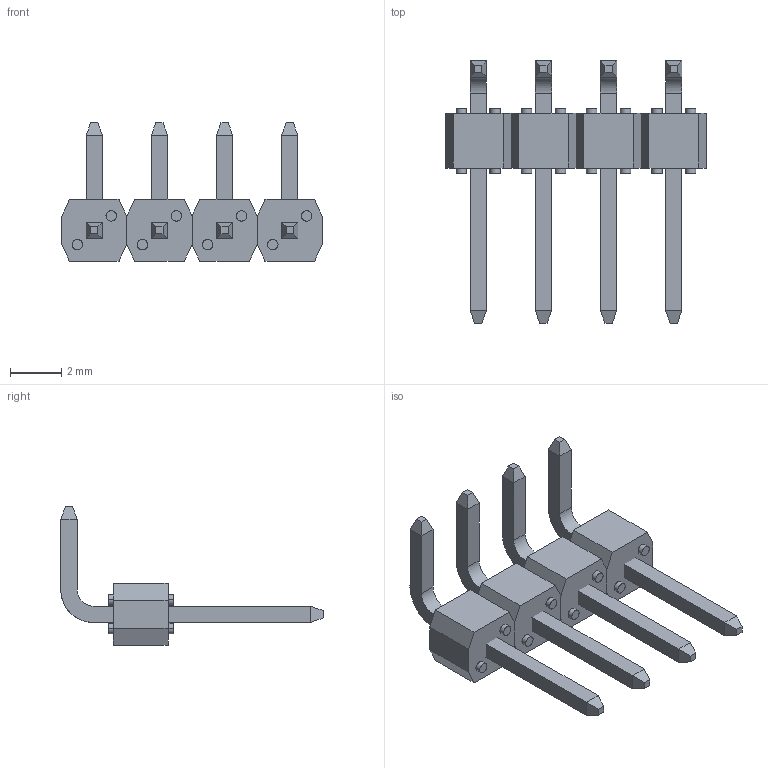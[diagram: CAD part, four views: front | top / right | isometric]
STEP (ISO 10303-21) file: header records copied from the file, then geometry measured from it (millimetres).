
FILE_DESCRIPTION (( 'STEP AP214' ), '1' );
FILE_NAME ('Term,Header,4Pin,2.54mm,90Deg.STEP', '2020-11-14T19:20:04', ( '' ), ( '' ), 'SwSTEP 2.0', 'SolidWorks 2020', '' );
FILE_SCHEMA (( 'AUTOMOTIVE_DESIGN' ));
Length unit declared in the file: inch
Products named in the file (1): Term,Header,4Pin,2.54mm,90Deg
Bounding box: 10.16 x 10.22 x 5.4 mm (x, y, z)
Surface area: 251.9 mm2 (no closed solid volume)
Topology: 0 solids, 21 shells, 154 faces, 340 edges, 212 vertices
Faces by surface type: bspline 154
Entity records: 5366 total; most frequent: CARTESIAN_POINT 2109, ORIENTED_EDGE 648, EDGE_CURVE 340, B_SPLINE_CURVE_WITH_KNOTS 296, VERTEX_POINT 212, FACE_OUTER_BOUND 154, ADVANCED_FACE 154, EDGE_LOOP 154
